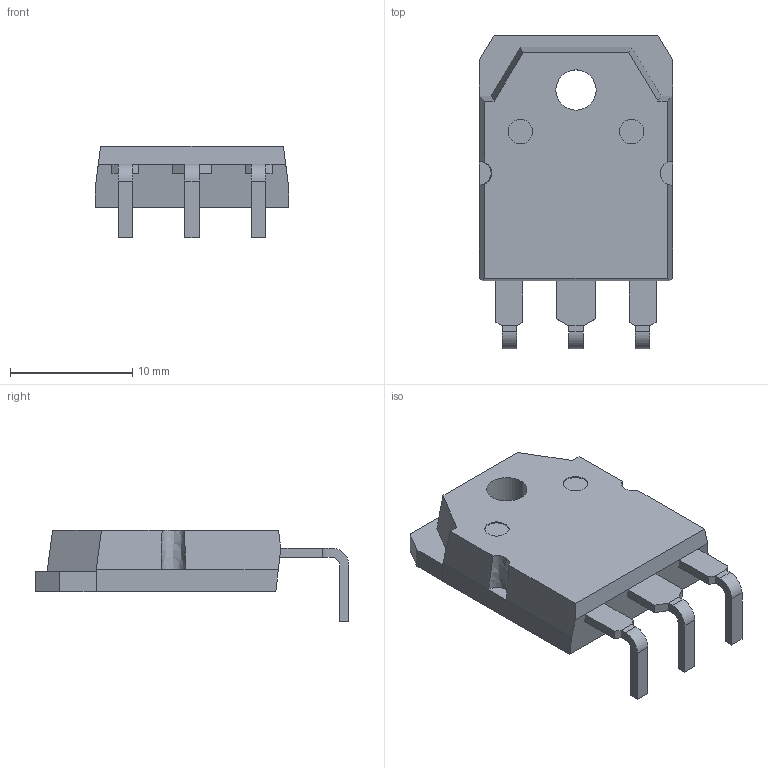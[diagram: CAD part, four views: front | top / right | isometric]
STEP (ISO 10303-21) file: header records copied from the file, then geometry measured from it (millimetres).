
FILE_DESCRIPTION((''),'2;1');
FILE_NAME('FAIRCHILD_TO-3P03A_h.stp','2012-11-13T10:29:17',(''),(''),'Mechanical Desktop 2011','Mechanical Desktop 2011',', , ');
FILE_SCHEMA(('AUTOMOTIVE_DESIGN { 1 2 10303 214 1 1 1 1 }'));
Length unit declared in the file: millimetre
Products named in the file (1): Product
Bounding box: 15.8 x 25.68 x 7.45 mm (x, y, z)
Volume: 1416 mm3; surface area: 1818.8 mm2
Topology: 9 solids, 9 shells, 110 faces, 264 edges, 177 vertices
Faces by surface type: plane 83, cylinder 21, bspline 6
Entity records: 3244 total; most frequent: CARTESIAN_POINT 582, ORIENTED_EDGE 524, DIRECTION 522, EDGE_CURVE 262, VECTOR 216, LINE 216, VERTEX_POINT 173, AXIS2_PLACEMENT_3D 153
